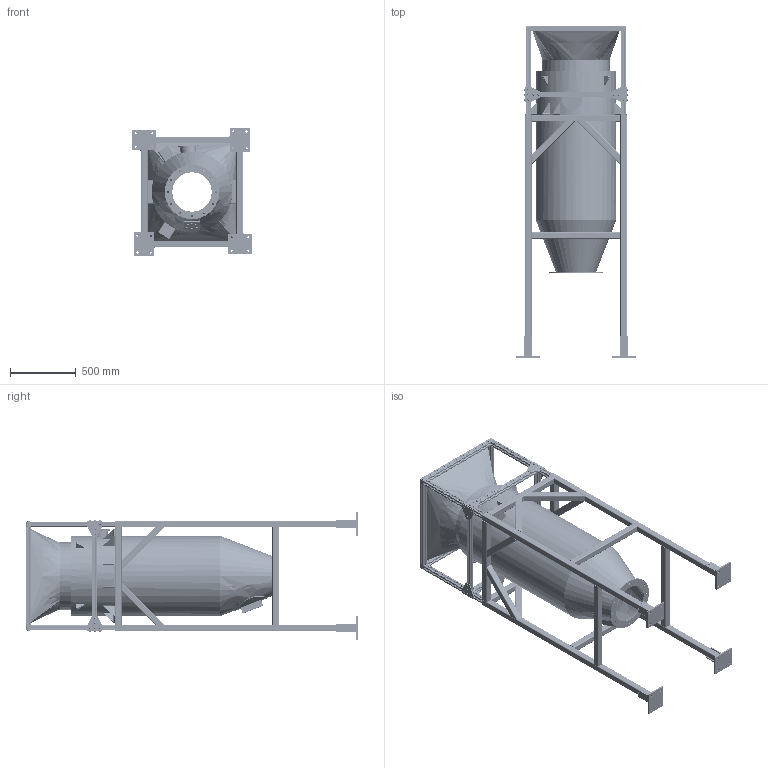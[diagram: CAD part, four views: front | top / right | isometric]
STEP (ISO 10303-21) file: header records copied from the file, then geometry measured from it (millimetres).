
FILE_DESCRIPTION (( 'STEP AP203' ), '1' );
FILE_NAME ('Molten Regolith Electrolysis Plant_2.5m Height.STEP', '2022-05-20T16:24:11', ( '' ), ( '' ), 'SwSTEP 2.0', 'SolidWorks 2021', '' );
FILE_SCHEMA (( 'CONFIG_CONTROL_DESIGN' ));
Length unit declared in the file: metre
Products named in the file (9): 4931T224_Mounting Foot_4931T224; 47065T149_T-Slotted Framing_47065T149; 47065T279_T-Slotted Framing_47065T279; 8020_90 Degree Brackets with Fasteners; Receiving Hopper Support Frame_Default<As Machined>; Receiving Hopper_Default<As Machined>; Molten Regolith Electrolysis Plant_2.5m Height; 47065T99_T-Slotted Framing_47065T99; 47065T245_T-Slotted Framing_47065T245
Assembly tree (21 placements, depth 3):
  Molten Regolith Electrolysis Plant_2.5m Height
    Receiving Hopper_Default<As Machined>
    Receiving Hopper Support Frame_Default<As Machined>
    4931T224_Mounting Foot_4931T224  x4
    47065T245_T-Slotted Framing_47065T245  x4
    8020_90 Degree Brackets with Fasteners  x8
      47065T279_T-Slotted Framing_47065T279
      47065T99_T-Slotted Framing_47065T99
      47065T149_T-Slotted Framing_47065T149
Bounding box: 904.41 x 2513.7 x 967.91 mm (x, y, z)
Volume: 30428132.6 mm3; surface area: 19975521 mm2
Topology: 120 solids, 120 shells, 6464 faces, 17089 edges, 11018 vertices
Faces by surface type: cylinder 3098, plane 2470, cone 433, bspline 181, sphere 180, torus 102
Entity records: 133831 total; most frequent: CARTESIAN_POINT 43917, ORIENTED_EDGE 19100, DIRECTION 18263, EDGE_CURVE 9550, VERTEX_POINT 6291, AXIS2_PLACEMENT_3D 6162, LINE 5939, VECTOR 5939
